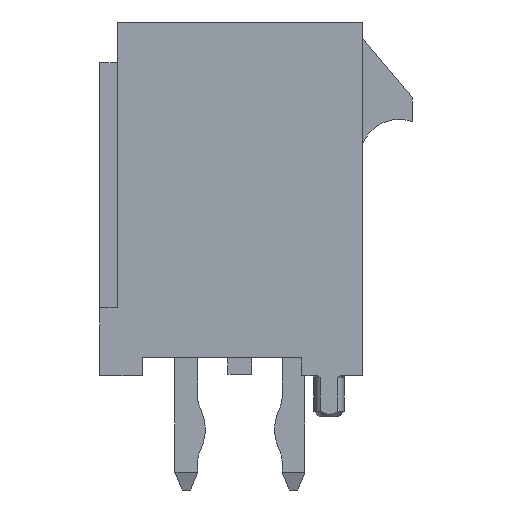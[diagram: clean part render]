
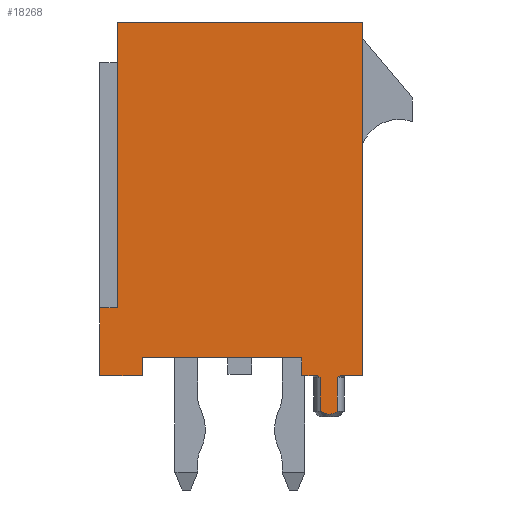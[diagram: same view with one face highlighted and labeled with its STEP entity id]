
A CAD part, left-side view. The second image highlights one B-rep face of the part: STEP entity #18268.
In plain terms, the highlighted face is planar.
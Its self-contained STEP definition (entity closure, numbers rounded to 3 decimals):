
#171=B_SPLINE_CURVE_WITH_KNOTS('',3,(#23833,#23834,#23835,#23836),
 .UNSPECIFIED.,.F.,.F.,(4,4),(0.,0.),
 .UNSPECIFIED.);
#175=B_SPLINE_CURVE_WITH_KNOTS('',3,(#23862,#23863,#23864,#23865),
 .UNSPECIFIED.,.F.,.F.,(4,4),(0.,0.),.UNSPECIFIED.);
#178=B_SPLINE_CURVE_WITH_KNOTS('',3,(#23886,#23887,#23888,#23889),
 .UNSPECIFIED.,.F.,.F.,(4,4),(0.,1.),.UNSPECIFIED.);
#1522=ORIENTED_EDGE('',*,*,#4505,.F.);
#1523=ORIENTED_EDGE('',*,*,#4500,.T.);
#1524=ORIENTED_EDGE('',*,*,#4503,.T.);
#1525=ORIENTED_EDGE('',*,*,#4493,.T.);
#1526=ORIENTED_EDGE('',*,*,#5059,.T.);
#1527=ORIENTED_EDGE('',*,*,#5057,.T.);
#1528=ORIENTED_EDGE('',*,*,#5060,.T.);
#1529=ORIENTED_EDGE('',*,*,#5061,.T.);
#1530=ORIENTED_EDGE('',*,*,#4514,.F.);
#1531=ORIENTED_EDGE('',*,*,#4509,.T.);
#1532=ORIENTED_EDGE('',*,*,#5062,.T.);
#1533=ORIENTED_EDGE('',*,*,#5038,.F.);
#1534=ORIENTED_EDGE('',*,*,#5063,.T.);
#1535=ORIENTED_EDGE('',*,*,#4588,.F.);
#1536=ORIENTED_EDGE('',*,*,#5064,.T.);
#1537=ORIENTED_EDGE('',*,*,#4485,.T.);
#4485=EDGE_CURVE('',#6392,#6393,#171,.T.);
#4493=EDGE_CURVE('',#6399,#6400,#175,.T.);
#4500=EDGE_CURVE('',#6406,#6405,#178,.T.);
#4503=EDGE_CURVE('',#6405,#6399,#7679,.T.);
#4505=EDGE_CURVE('',#6406,#6393,#7681,.T.);
#4509=EDGE_CURVE('',#6408,#6410,#7685,.T.);
#4514=EDGE_CURVE('',#6408,#6413,#7690,.T.);
#4588=EDGE_CURVE('',#6471,#6469,#7764,.T.);
#5038=EDGE_CURVE('',#6781,#6780,#8197,.T.);
#5057=EDGE_CURVE('',#6795,#6794,#8216,.T.);
#5059=EDGE_CURVE('',#6400,#6795,#8218,.T.);
#5060=EDGE_CURVE('',#6794,#6796,#8219,.T.);
#5061=EDGE_CURVE('',#6796,#6413,#8220,.T.);
#5062=EDGE_CURVE('',#6410,#6780,#8221,.T.);
#5063=EDGE_CURVE('',#6781,#6469,#8222,.T.);
#5064=EDGE_CURVE('',#6471,#6392,#8223,.T.);
#6392=VERTEX_POINT('',#23837);
#6393=VERTEX_POINT('',#23838);
#6399=VERTEX_POINT('',#23866);
#6400=VERTEX_POINT('',#23867);
#6405=VERTEX_POINT('',#23885);
#6406=VERTEX_POINT('',#23890);
#6408=VERTEX_POINT('',#23903);
#6410=VERTEX_POINT('',#23907);
#6413=VERTEX_POINT('',#23917);
#6469=VERTEX_POINT('',#24066);
#6471=VERTEX_POINT('',#24070);
#6780=VERTEX_POINT('',#24971);
#6781=VERTEX_POINT('',#24976);
#6794=VERTEX_POINT('',#25014);
#6795=VERTEX_POINT('',#25016);
#6796=VERTEX_POINT('',#25021);
#7679=LINE('',#23895,#9512);
#7681=LINE('',#23899,#9514);
#7685=LINE('',#23908,#9518);
#7690=LINE('',#23918,#9523);
#7764=LINE('',#24071,#9597);
#8197=LINE('',#24977,#10030);
#8216=LINE('',#25015,#10049);
#8218=LINE('',#25019,#10051);
#8219=LINE('',#25020,#10052);
#8220=LINE('',#25022,#10053);
#8221=LINE('',#25023,#10054);
#8222=LINE('',#25024,#10055);
#8223=LINE('',#25025,#10056);
#9512=VECTOR('',#20122,1000.);
#9514=VECTOR('',#20128,1000.);
#9518=VECTOR('',#20134,1000.);
#9523=VECTOR('',#20143,1000.);
#9597=VECTOR('',#20259,1000.);
#10030=VECTOR('',#20954,1000.);
#10049=VECTOR('',#20985,1000.);
#10051=VECTOR('',#20989,1000.);
#10052=VECTOR('',#20990,1000.);
#10053=VECTOR('',#20991,1000.);
#10054=VECTOR('',#20992,1000.);
#10055=VECTOR('',#20993,1000.);
#10056=VECTOR('',#20994,1000.);
#11190=EDGE_LOOP('',(#1522,#1523,#1524,#1525,#1526,#1527,#1528,#1529,#1530,
#1531,#1532,#1533,#1534,#1535,#1536,#1537));
#11931=FACE_BOUND('',#11190,.T.);
#12644=PLANE('',#18999);
#18268=ADVANCED_FACE('',(#11931),#12644,.T.);
#18999=AXIS2_PLACEMENT_3D('',#25018,#20987,#20988);
#20122=DIRECTION('',(0.,0.,1.));
#20128=DIRECTION('',(0.,0.,1.));
#20134=DIRECTION('',(0.,0.,-1.));
#20143=DIRECTION('',(-1.,0.,0.));
#20259=DIRECTION('',(0.,0.,1.));
#20954=DIRECTION('',(0.,0.,-1.));
#20985=DIRECTION('',(0.,0.,1.));
#20987=DIRECTION('',(0.,1.,0.));
#20988=DIRECTION('',(0.,0.,1.));
#20989=DIRECTION('',(-1.,0.,0.));
#20990=DIRECTION('',(1.,0.,0.));
#20991=DIRECTION('',(0.,0.,-1.));
#20992=DIRECTION('',(-1.,0.,0.));
#20993=DIRECTION('',(-1.,0.,0.));
#20994=DIRECTION('',(-1.,0.,0.));
#23833=CARTESIAN_POINT('',(-2.169,12.35,-4.95));
#23834=CARTESIAN_POINT('',(-2.195,12.35,-4.968));
#23835=CARTESIAN_POINT('',(-2.222,12.35,-4.984));
#23836=CARTESIAN_POINT('',(-2.249,12.35,-5.));
#23837=CARTESIAN_POINT('',(-2.169,12.35,-4.95));
#23838=CARTESIAN_POINT('',(-2.249,12.35,-5.));
#23862=CARTESIAN_POINT('',(-2.731,12.35,-5.));
#23863=CARTESIAN_POINT('',(-2.758,12.35,-4.984));
#23864=CARTESIAN_POINT('',(-2.785,12.35,-4.968));
#23865=CARTESIAN_POINT('',(-2.811,12.35,-4.95));
#23866=CARTESIAN_POINT('',(-2.731,12.35,-5.));
#23867=CARTESIAN_POINT('',(-2.811,12.35,-4.95));
#23885=CARTESIAN_POINT('',(-2.731,12.35,-5.95));
#23886=CARTESIAN_POINT('',(-2.249,12.35,-5.95));
#23887=CARTESIAN_POINT('',(-2.424,12.35,-6.05));
#23888=CARTESIAN_POINT('',(-2.554,12.35,-6.05));
#23889=CARTESIAN_POINT('',(-2.731,12.35,-5.95));
#23890=CARTESIAN_POINT('',(-2.249,12.35,-5.95));
#23895=CARTESIAN_POINT('',(-2.731,12.35,-6.1));
#23899=CARTESIAN_POINT('',(-2.249,12.35,-6.1));
#23903=CARTESIAN_POINT('',(3.93,12.35,-3.05));
#23907=CARTESIAN_POINT('',(3.93,12.35,-4.95));
#23908=CARTESIAN_POINT('',(3.93,12.35,-3.05));
#23917=CARTESIAN_POINT('',(3.43,12.35,-3.05));
#23918=CARTESIAN_POINT('',(3.93,12.35,-3.05));
#24066=CARTESIAN_POINT('',(-1.73,12.35,-4.45));
#24070=CARTESIAN_POINT('',(-1.73,12.35,-4.95));
#24071=CARTESIAN_POINT('',(-1.73,12.35,-4.95));
#24971=CARTESIAN_POINT('',(2.73,12.35,-4.95));
#24976=CARTESIAN_POINT('',(2.73,12.35,-4.45));
#24977=CARTESIAN_POINT('',(2.73,12.35,-4.45));
#25014=CARTESIAN_POINT('',(-3.43,12.35,4.95));
#25015=CARTESIAN_POINT('',(-3.43,12.35,-4.95));
#25016=CARTESIAN_POINT('',(-3.43,12.35,-4.95));
#25018=CARTESIAN_POINT('',(0.,12.35,0.));
#25019=CARTESIAN_POINT('',(3.43,12.35,-4.95));
#25020=CARTESIAN_POINT('',(-3.43,12.35,4.95));
#25021=CARTESIAN_POINT('',(3.43,12.35,4.95));
#25022=CARTESIAN_POINT('',(3.43,12.35,4.95));
#25023=CARTESIAN_POINT('',(3.43,12.35,-4.95));
#25024=CARTESIAN_POINT('',(-2.73,12.35,-4.45));
#25025=CARTESIAN_POINT('',(3.43,12.35,-4.95));
